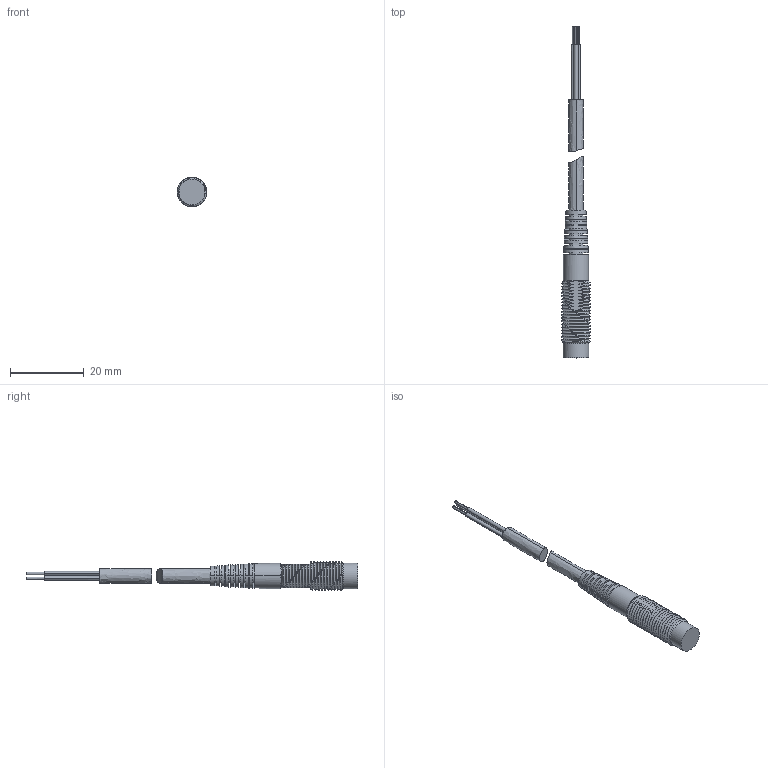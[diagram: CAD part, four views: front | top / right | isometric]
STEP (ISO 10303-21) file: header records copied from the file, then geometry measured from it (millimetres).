
FILE_DESCRIPTION( ('This file contains a STEP AP42 implementation' ,'as created by ZW3D STEP Interface translator.') ,'2;1' );
FILE_NAME( 'OCN1-0802X-X2SX.stp' ,'20 513. 8 545', (''), ('ZWCAD Software Co.'), 'Version 1.0', 'ZW3D to STEP translator', '' );
FILE_SCHEMA(('AUTOMOTIVE_DESIGN'));
Length unit declared in the file: millimetre
Products named in the file (2): 0; OCN1-0802P-A3S2
Bounding box: 8 x 90 x 8 mm (x, y, z)
Volume: 1785.9 mm3; surface area: 2057.7 mm2
Topology: 2 solids, 2 shells, 220 faces, 588 edges, 388 vertices
Faces by surface type: bspline 220
Entity records: 16465 total; most frequent: CARTESIAN_POINT 12768, ORIENTED_EDGE 1176, EDGE_CURVE 588, B_SPLINE_CURVE_WITH_KNOTS 454, VERTEX_POINT 388, EDGE_LOOP 236, FACE_OUTER_BOUND 220, ADVANCED_FACE 220
